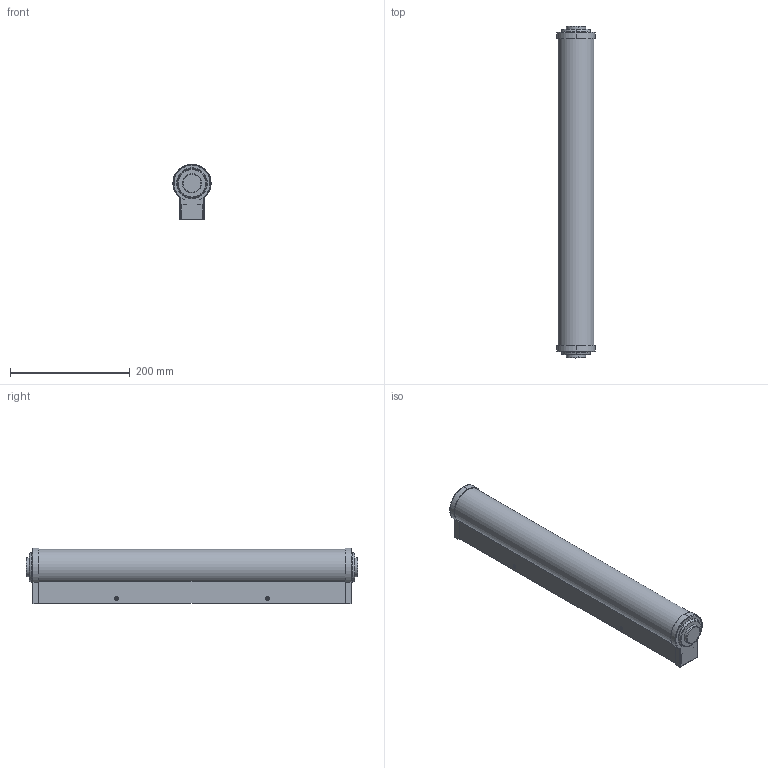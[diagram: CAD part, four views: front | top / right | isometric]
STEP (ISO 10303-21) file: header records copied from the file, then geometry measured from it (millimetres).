
FILE_DESCRIPTION (( 'STEP AP203' ), '1' );
FILE_NAME ('BW 112 LED._exported.step', '2025-02-09T07:59:54', ( '' ), ( '' ), 'SwSTEP 2.0', 'SolidWorks 2023', '' );
FILE_SCHEMA (( 'CONFIG_CONTROL_DESIGN' ));
Length unit declared in the file: millimetre
Products named in the file (1): BW 112 LED._exported
Bounding box: 64 x 554 x 93 mm (x, y, z)
Surface area: 213866 mm2 (no closed solid volume)
Topology: 0 solids, 17 shells, 147 faces, 851 edges, 713 vertices
Faces by surface type: plane 58, cylinder 42, cone 19, torus 16, sphere 8, bspline 4
Entity records: 9356 total; most frequent: CARTESIAN_POINT 3512, ORIENTED_EDGE 1096, DIRECTION 953, EDGE_CURVE 850, VERTEX_POINT 713, B_SPLINE_CURVE_WITH_KNOTS 353, AXIS2_PLACEMENT_3D 319, VECTOR 315
